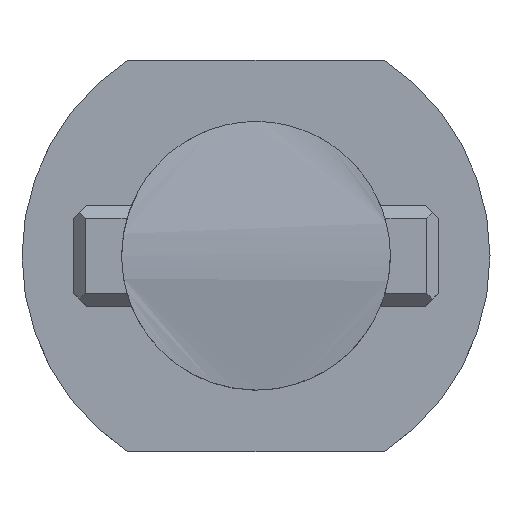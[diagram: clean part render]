
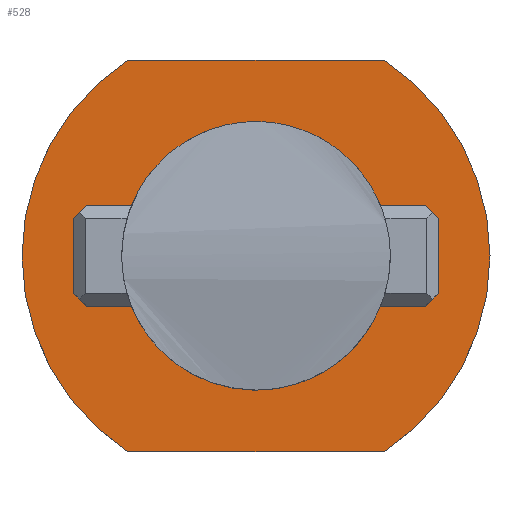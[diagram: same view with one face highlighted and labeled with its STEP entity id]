
A CAD part, top view. The second image highlights one B-rep face of the part: STEP entity #528.
In plain terms, the highlighted planar face has unit normal (0, 0, 1).
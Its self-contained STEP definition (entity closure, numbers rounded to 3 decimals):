
#26=FACE_BOUND('',#58,.T.);
#28=FACE_OUTER_BOUND('',#57,.T.);
#57=EDGE_LOOP('',(#348,#349,#350,#351));
#58=EDGE_LOOP('',(#352,#353,#354,#355,#356,#357,#358));
#88=LINE('',#777,#145);
#89=LINE('',#780,#146);
#90=LINE('',#783,#147);
#91=LINE('',#785,#148);
#92=LINE('',#787,#149);
#93=LINE('',#789,#150);
#94=LINE('',#791,#151);
#145=VECTOR('',#624,10.);
#146=VECTOR('',#627,10.);
#147=VECTOR('',#628,10.);
#148=VECTOR('',#629,10.);
#149=VECTOR('',#630,10.);
#150=VECTOR('',#631,10.);
#151=VECTOR('',#632,10.);
#202=CIRCLE('',#572,6.1);
#203=CIRCLE('',#573,6.1);
#204=CIRCLE('',#574,3.5);
#205=CIRCLE('',#575,3.5);
#217=VERTEX_POINT('',#773);
#218=VERTEX_POINT('',#774);
#219=VERTEX_POINT('',#776);
#220=VERTEX_POINT('',#778);
#221=VERTEX_POINT('',#781);
#222=VERTEX_POINT('',#782);
#223=VERTEX_POINT('',#784);
#224=VERTEX_POINT('',#786);
#225=VERTEX_POINT('',#788);
#226=VERTEX_POINT('',#790);
#227=VERTEX_POINT('',#792);
#270=EDGE_CURVE('',#217,#218,#202,.T.);
#271=EDGE_CURVE('',#219,#218,#88,.F.);
#272=EDGE_CURVE('',#219,#220,#203,.T.);
#273=EDGE_CURVE('',#220,#217,#89,.T.);
#274=EDGE_CURVE('',#221,#222,#90,.T.);
#275=EDGE_CURVE('',#222,#223,#91,.T.);
#276=EDGE_CURVE('',#223,#224,#92,.T.);
#277=EDGE_CURVE('',#224,#225,#93,.T.);
#278=EDGE_CURVE('',#225,#226,#94,.T.);
#279=EDGE_CURVE('',#227,#226,#204,.T.);
#280=EDGE_CURVE('',#221,#227,#205,.T.);
#348=ORIENTED_EDGE('',*,*,#270,.T.);
#349=ORIENTED_EDGE('',*,*,#271,.F.);
#350=ORIENTED_EDGE('',*,*,#272,.T.);
#351=ORIENTED_EDGE('',*,*,#273,.T.);
#352=ORIENTED_EDGE('',*,*,#274,.T.);
#353=ORIENTED_EDGE('',*,*,#275,.T.);
#354=ORIENTED_EDGE('',*,*,#276,.T.);
#355=ORIENTED_EDGE('',*,*,#277,.T.);
#356=ORIENTED_EDGE('',*,*,#278,.T.);
#357=ORIENTED_EDGE('',*,*,#279,.F.);
#358=ORIENTED_EDGE('',*,*,#280,.F.);
#504=PLANE('',#571);
#528=ADVANCED_FACE('',(#28,#26),#504,.T.);
#571=AXIS2_PLACEMENT_3D('',#772,#620,#621);
#572=AXIS2_PLACEMENT_3D('',#775,#622,#623);
#573=AXIS2_PLACEMENT_3D('',#779,#625,#626);
#574=AXIS2_PLACEMENT_3D('',#793,#633,#634);
#575=AXIS2_PLACEMENT_3D('',#794,#635,#636);
#620=DIRECTION('center_axis',(0.,0.,1.));
#621=DIRECTION('ref_axis',(1.,0.,0.));
#622=DIRECTION('center_axis',(0.,0.,1.));
#623=DIRECTION('ref_axis',(1.,0.,0.));
#624=DIRECTION('',(-1.,0.,0.));
#625=DIRECTION('center_axis',(0.,0.,1.));
#626=DIRECTION('ref_axis',(-1.,0.,0.));
#627=DIRECTION('',(1.,0.,0.));
#628=DIRECTION('',(1.,0.,0.));
#629=DIRECTION('',(0.707,-0.707,0.));
#630=DIRECTION('',(0.,-1.,0.));
#631=DIRECTION('',(-0.707,-0.707,0.));
#632=DIRECTION('',(-1.,0.,0.));
#633=DIRECTION('center_axis',(0.,0.,1.));
#634=DIRECTION('ref_axis',(1.,0.,0.));
#635=DIRECTION('center_axis',(0.,0.,1.));
#636=DIRECTION('ref_axis',(1.,0.,0.));
#772=CARTESIAN_POINT('Origin',(-10.684,0.,8.25));
#773=CARTESIAN_POINT('',(-7.337,-5.1,8.25));
#774=CARTESIAN_POINT('',(-7.337,5.1,8.25));
#775=CARTESIAN_POINT('Origin',(-10.684,0.,8.25));
#776=CARTESIAN_POINT('',(-14.031,5.1,8.25));
#777=CARTESIAN_POINT('',(-16.04,5.1,8.25));
#778=CARTESIAN_POINT('',(-14.031,-5.1,8.25));
#779=CARTESIAN_POINT('Origin',(-10.684,0.,8.25));
#780=CARTESIAN_POINT('',(-14.367,-5.1,8.25));
#781=CARTESIAN_POINT('',(-7.438,1.31,8.25));
#782=CARTESIAN_POINT('',(-6.264,1.31,8.25));
#783=CARTESIAN_POINT('',(-8.309,1.31,8.25));
#784=CARTESIAN_POINT('',(-5.934,0.98,8.25));
#785=CARTESIAN_POINT('',(-6.951,1.998,8.25));
#786=CARTESIAN_POINT('',(-5.934,-0.98,8.25));
#787=CARTESIAN_POINT('',(-5.934,-0.625,8.25));
#788=CARTESIAN_POINT('',(-6.264,-1.31,8.25));
#789=CARTESIAN_POINT('',(-6.951,-1.998,8.25));
#790=CARTESIAN_POINT('',(-7.438,-1.31,8.25));
#791=CARTESIAN_POINT('',(-9.049,-1.31,8.25));
#792=CARTESIAN_POINT('',(-14.184,0.,8.25));
#793=CARTESIAN_POINT('Origin',(-10.684,0.,
8.25));
#794=CARTESIAN_POINT('Origin',(-10.684,0.,
8.25));
